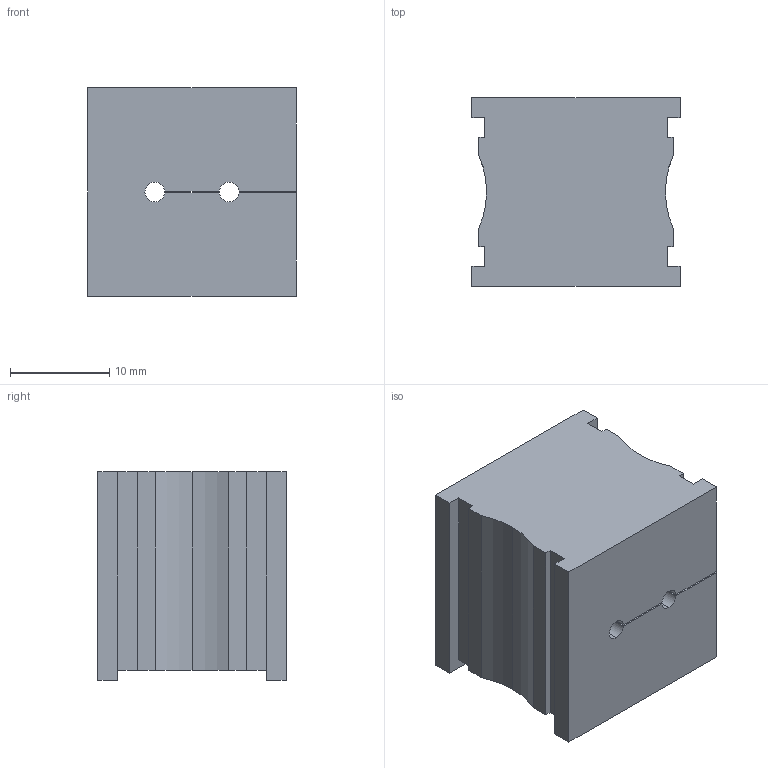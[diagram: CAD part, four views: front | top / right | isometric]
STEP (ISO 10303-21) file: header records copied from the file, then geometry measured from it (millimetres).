
FILE_DESCRIPTION(('STEP AP242'),'1');
FILE_NAME('39935.stp','2020-06-03T11:30:49',('TraceParts'),('TraceParts S.A.'),'Spatial InterOp 3D',' ',' ');
FILE_SCHEMA(('AP242_MANAGED_MODEL_BASED_3D_ENGINEERING_MIM_LF {1 0 10303 442 1 1 4}'));
Length unit declared in the file: millimetre
Products named in the file (1): 39935
Bounding box: 21 x 19 x 21 mm (x, y, z)
Volume: 5780.9 mm3; surface area: 3341.2 mm2
Topology: 1 solids, 1 shells, 58 faces, 166 edges, 110 vertices
Faces by surface type: plane 39, cylinder 16, torus 3
Entity records: 2386 total; most frequent: CARTESIAN_POINT 345, ORIENTED_EDGE 332, DIRECTION 319, EDGE_CURVE 166, LINE 127, VECTOR 127, VERTEX_POINT 110, AXIS2_PLACEMENT_3D 96
